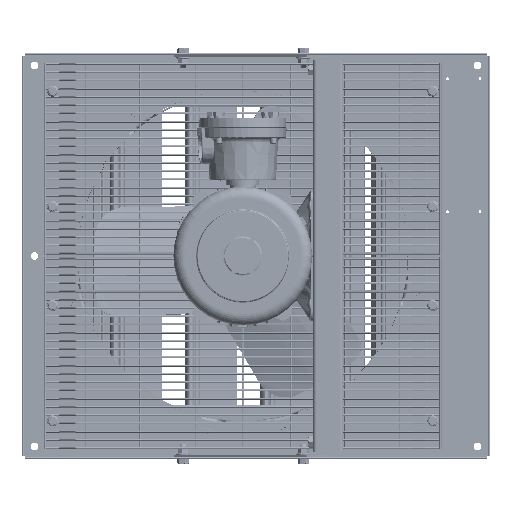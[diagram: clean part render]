
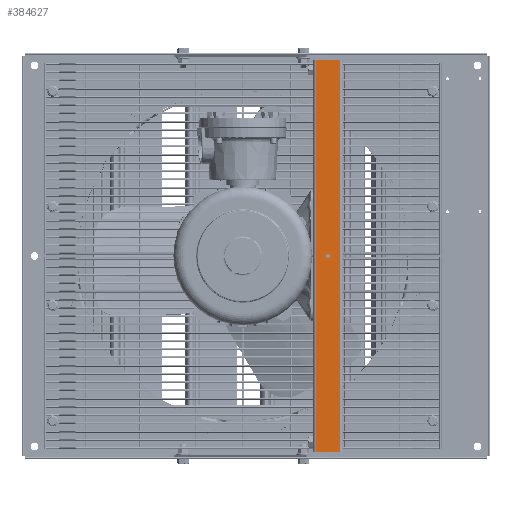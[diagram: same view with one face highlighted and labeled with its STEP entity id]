
A CAD part, left-side view. The second image highlights one B-rep face of the part: STEP entity #384627.
In plain terms, the highlighted planar face has unit normal (-1, 0, 0).
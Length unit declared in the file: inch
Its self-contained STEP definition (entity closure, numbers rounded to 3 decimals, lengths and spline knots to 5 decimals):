
#7570 = AXIS2_PLACEMENT_3D ( 'NONE', #386553, #271255, #153959 ) ;
#9956 = LINE ( 'NONE', #49055, #379846 ) ;
#21879 = FACE_BOUND ( 'NONE', #208165, .T. ) ;
#28664 = VERTEX_POINT ( 'NONE', #324131 ) ;
#34596 = DIRECTION ( 'NONE',  ( 0., 0., -1. ) ) ;
#38131 = DIRECTION ( 'NONE',  ( 0., -1., 0. ) ) ;
#42042 = LINE ( 'NONE', #303997, #198781 ) ;
#45064 = CIRCLE ( 'NONE', #7570, 0.09375 ) ;
#49055 = CARTESIAN_POINT ( 'NONE',  ( -3.98656, 3.10277, 9.74644 ) ) ;
#55735 = ORIENTED_EDGE ( 'NONE', *, *, #59425, .F. ) ;
#59425 = EDGE_CURVE ( 'NONE', #28664, #163946, #345965, .T. ) ;
#64076 = LINE ( 'NONE', #302440, #131287 ) ;
#68588 = CARTESIAN_POINT ( 'NONE',  ( -3.98656, 2.35277, -0.09731 ) ) ;
#85839 = VERTEX_POINT ( 'NONE', #237151 ) ;
#90073 = ORIENTED_EDGE ( 'NONE', *, *, #181299, .F. ) ;
#117903 = ORIENTED_EDGE ( 'NONE', *, *, #378174, .F. ) ;
#131287 = VECTOR ( 'NONE', #34596, 39.37008 ) ;
#131857 = AXIS2_PLACEMENT_3D ( 'NONE', #344550, #199753, #285873 ) ;
#141216 = FACE_OUTER_BOUND ( 'NONE', #234291, .T. ) ;
#153959 = DIRECTION ( 'NONE',  ( 0., 0., 1. ) ) ;
#162935 = VECTOR ( 'NONE', #168053, 39.37008 ) ;
#163946 = VERTEX_POINT ( 'NONE', #349426 ) ;
#165062 = CARTESIAN_POINT ( 'NONE',  ( -3.98656, 2.95277, 9.74644 ) ) ;
#167434 = CIRCLE ( 'NONE', #385778, 0.09375 ) ;
#168053 = DIRECTION ( 'NONE',  ( 0., 0., -1. ) ) ;
#178146 = DIRECTION ( 'NONE',  ( -1., 0., 0. ) ) ;
#181299 = EDGE_CURVE ( 'NONE', #204830, #85839, #167434, .T. ) ;
#191734 = DIRECTION ( 'NONE',  ( 0., -1., 0. ) ) ;
#198781 = VECTOR ( 'NONE', #38131, 39.37008 ) ;
#199753 = DIRECTION ( 'NONE',  ( 1., 0., 0. ) ) ;
#204830 = VERTEX_POINT ( 'NONE', #68588 ) ;
#208165 = EDGE_LOOP ( 'NONE', ( #117903, #90073 ) ) ;
#212712 = VERTEX_POINT ( 'NONE', #165062 ) ;
#225256 = PLANE ( 'NONE',  #131857 ) ;
#234291 = EDGE_LOOP ( 'NONE', ( #352660, #55735, #240271, #348890 ) ) ;
#237151 = CARTESIAN_POINT ( 'NONE',  ( -3.98656, 2.35277, 0.09019 ) ) ;
#240271 = ORIENTED_EDGE ( 'NONE', *, *, #263422, .F. ) ;
#263422 = EDGE_CURVE ( 'NONE', #212712, #28664, #9956, .T. ) ;
#271255 = DIRECTION ( 'NONE',  ( -1., 0., 0. ) ) ;
#281631 = EDGE_CURVE ( 'NONE', #298873, #163946, #42042, .T. ) ;
#285873 = DIRECTION ( 'NONE',  ( 0., 0., -1. ) ) ;
#298873 = VERTEX_POINT ( 'NONE', #367228 ) ;
#302440 = CARTESIAN_POINT ( 'NONE',  ( -3.98656, 2.95277, 9.74644 ) ) ;
#303997 = CARTESIAN_POINT ( 'NONE',  ( -3.98656, 3.10277, -9.75356 ) ) ;
#324131 = CARTESIAN_POINT ( 'NONE',  ( -3.98656, 1.75277, 9.74644 ) ) ;
#328789 = DIRECTION ( 'NONE',  ( 0., 0., 1. ) ) ;
#344550 = CARTESIAN_POINT ( 'NONE',  ( -3.98656, 3.10277, 9.74644 ) ) ;
#345965 = LINE ( 'NONE', #380897, #162935 ) ;
#348890 = ORIENTED_EDGE ( 'NONE', *, *, #376189, .T. ) ;
#349426 = CARTESIAN_POINT ( 'NONE',  ( -3.98656, 1.75277, -9.75356 ) ) ;
#352660 = ORIENTED_EDGE ( 'NONE', *, *, #281631, .T. ) ;
#357935 = CARTESIAN_POINT ( 'NONE',  ( -3.98656, 2.35277, -0.00356 ) ) ;
#367228 = CARTESIAN_POINT ( 'NONE',  ( -3.98656, 2.95277, -9.75356 ) ) ;
#376189 = EDGE_CURVE ( 'NONE', #212712, #298873, #64076, .T. ) ;
#378174 = EDGE_CURVE ( 'NONE', #85839, #204830, #45064, .T. ) ;
#379846 = VECTOR ( 'NONE', #191734, 39.37008 ) ;
#380897 = CARTESIAN_POINT ( 'NONE',  ( -3.98656, 1.75277, 9.74644 ) ) ;
#384627 = ADVANCED_FACE ( 'NONE', ( #21879, #141216 ), #225256, .F. ) ;
#385778 = AXIS2_PLACEMENT_3D ( 'NONE', #357935, #178146, #328789 ) ;
#386553 = CARTESIAN_POINT ( 'NONE',  ( -3.98656, 2.35277, -0.00356 ) ) ;
